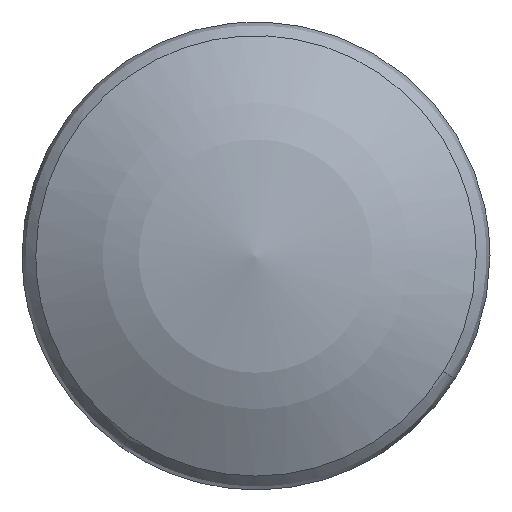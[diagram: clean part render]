
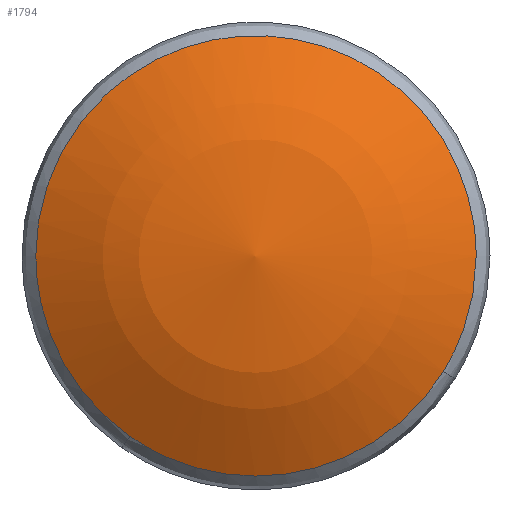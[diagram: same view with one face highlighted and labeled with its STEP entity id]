
A CAD part, top view. The second image highlights one B-rep face of the part: STEP entity #1794.
In plain terms, the highlighted free-form (B-spline) face has degree [2, 2] with [4, 4] control points.
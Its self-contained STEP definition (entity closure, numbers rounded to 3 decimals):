
#90=CARTESIAN_POINT('',(-2.157,-3.085,0.425));
#91=VERTEX_POINT('',#90);
#105=CARTESIAN_POINT('',(-3.764,0.0,0.425));
#106=VERTEX_POINT('',#105);
#107=CARTESIAN_POINT('',(-2.157,-3.085,0.425));
#108=CARTESIAN_POINT('',(-3.764,-1.961,0.425));
#109=CARTESIAN_POINT('',(-3.764,0.0,0.425));
#117=(BOUNDED_CURVE()B_SPLINE_CURVE(2,(#107,#108,#109),.UNSPECIFIED.,.F.,.U.)B_SPLINE_CURVE_WITH_KNOTS((3,3),(0.848,1.0),.UNSPECIFIED.)CURVE()GEOMETRIC_REPRESENTATION_ITEM()RATIONAL_B_SPLINE_CURVE((0.86,0.822,1.0))REPRESENTATION_ITEM(''));
#118=EDGE_CURVE('',#91,#106,#117,.T.);
#120=CARTESIAN_POINT('',(3.764,0.0,0.425));
#121=VERTEX_POINT('',#120);
#122=CARTESIAN_POINT('',(-3.764,0.0,0.425));
#123=CARTESIAN_POINT('',(-3.764,3.764,0.425));
#124=CARTESIAN_POINT('',(0.0,3.764,0.425));
#125=CARTESIAN_POINT('',(3.764,3.764,0.425));
#126=CARTESIAN_POINT('',(3.764,0.0,0.425));
#134=(BOUNDED_CURVE()B_SPLINE_CURVE(2,(#122,#123,#124,#125,#126),.UNSPECIFIED.,.F.,.U.)B_SPLINE_CURVE_WITH_KNOTS((3,2,3),(0.0,0.25,0.5),.UNSPECIFIED.)CURVE()GEOMETRIC_REPRESENTATION_ITEM()RATIONAL_B_SPLINE_CURVE((1.0,0.707,1.0,0.707,1.0))REPRESENTATION_ITEM(''));
#135=EDGE_CURVE('',#106,#121,#134,.T.);
#137=CARTESIAN_POINT('',(3.203,-1.977,0.425));
#138=VERTEX_POINT('',#137);
#139=CARTESIAN_POINT('',(3.764,0.0,0.425));
#140=CARTESIAN_POINT('',(3.764,-1.068,0.425));
#141=CARTESIAN_POINT('',(3.203,-1.977,0.425));
#149=(BOUNDED_CURVE()B_SPLINE_CURVE(2,(#139,#140,#141),.UNSPECIFIED.,.F.,.U.)B_SPLINE_CURVE_WITH_KNOTS((3,3),(0.5,0.59),.UNSPECIFIED.)CURVE()GEOMETRIC_REPRESENTATION_ITEM()RATIONAL_B_SPLINE_CURVE((1.0,0.895,0.865))REPRESENTATION_ITEM(''));
#150=EDGE_CURVE('',#121,#138,#149,.T.);
#239=CARTESIAN_POINT('',(3.203,-1.977,0.425));
#240=CARTESIAN_POINT('',(2.1,-3.764,0.425));
#241=CARTESIAN_POINT('',(0.0,-3.764,0.425));
#242=CARTESIAN_POINT('',(-1.185,-3.764,0.425));
#243=CARTESIAN_POINT('',(-2.157,-3.085,0.425));
#251=(BOUNDED_CURVE()B_SPLINE_CURVE(2,(#239,#240,#241,#242,#243),.UNSPECIFIED.,.F.,.U.)B_SPLINE_CURVE_WITH_KNOTS((3,2,3),(0.59,0.75,0.848),.UNSPECIFIED.)CURVE()GEOMETRIC_REPRESENTATION_ITEM()RATIONAL_B_SPLINE_CURVE((0.865,0.812,1.0,0.885,0.86))REPRESENTATION_ITEM(''));
#252=EDGE_CURVE('',#138,#91,#251,.T.);
#1764=CARTESIAN_POINT('',(-3.739,-3.741,-0.852));
#1765=CARTESIAN_POINT('',(-2.044,-4.075,0.214));
#1766=CARTESIAN_POINT('',(2.033,-4.075,0.224));
#1767=CARTESIAN_POINT('',(3.742,-3.736,-0.85));
#1768=CARTESIAN_POINT('',(-4.076,-2.042,0.216));
#1769=CARTESIAN_POINT('',(-2.247,-2.243,1.492));
#1770=CARTESIAN_POINT('',(2.231,-2.243,1.503));
#1771=CARTESIAN_POINT('',(4.075,-2.039,0.217));
#1772=CARTESIAN_POINT('',(-4.076,2.036,0.222));
#1773=CARTESIAN_POINT('',(-2.247,2.235,1.497));
#1774=CARTESIAN_POINT('',(2.231,2.235,1.508));
#1775=CARTESIAN_POINT('',(4.075,2.033,0.222));
#1776=CARTESIAN_POINT('',(-3.737,3.743,-0.851));
#1777=CARTESIAN_POINT('',(-2.043,4.076,0.214));
#1778=CARTESIAN_POINT('',(2.031,4.076,0.224));
#1779=CARTESIAN_POINT('',(3.74,3.738,-0.849));
#1787=(BOUNDED_SURFACE()B_SPLINE_SURFACE(2,2,((#1764,#1768,#1772,#1776),(#1765,#1769,#1773,#1777),(#1766,#1770,#1774,#1778),(#1767,#1771,#1775,#1779)),.UNSPECIFIED.,.F.,.F.,.U.)B_SPLINE_SURFACE_WITH_KNOTS((3,1,3),(3,1,3),(0.0,4.251,8.538),(0.0,4.259,8.537),.UNSPECIFIED.)GEOMETRIC_REPRESENTATION_ITEM()RATIONAL_B_SPLINE_SURFACE(((1.196,1.098,1.098,1.197),(1.098,1.0,1.0,1.099),(1.098,1.0,1.0,1.099),(1.198,1.1,1.1,1.199)))REPRESENTATION_ITEM('')SURFACE());
#1788=ORIENTED_EDGE('',*,*,#118,.F.);
#1789=ORIENTED_EDGE('',*,*,#252,.F.);
#1790=ORIENTED_EDGE('',*,*,#150,.F.);
#1791=ORIENTED_EDGE('',*,*,#135,.F.);
#1792=EDGE_LOOP('',(#1788,#1789,#1790,#1791));
#1793=FACE_OUTER_BOUND('',#1792,.T.);
#1794=ADVANCED_FACE('',(#1793),#1787,.T.);
